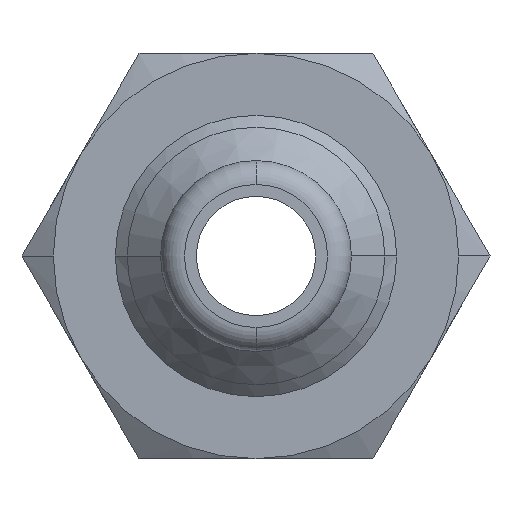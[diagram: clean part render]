
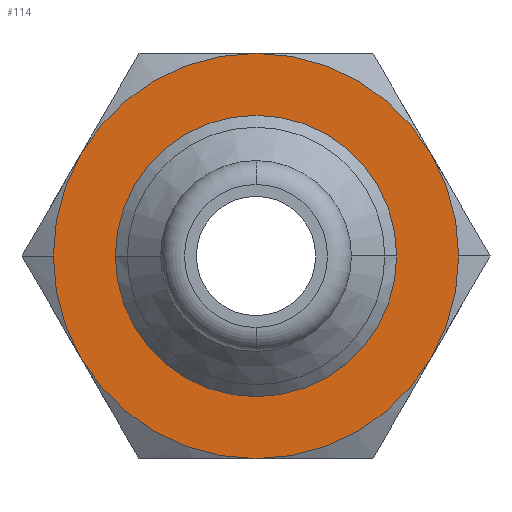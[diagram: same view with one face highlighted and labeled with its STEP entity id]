
A CAD part, front view. The second image highlights one B-rep face of the part: STEP entity #114.
In plain terms, the highlighted planar face has unit normal (0, -1, 0).
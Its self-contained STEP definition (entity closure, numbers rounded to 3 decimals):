
#114=ADVANCED_FACE('',(#259,#260),#261,.T.);
#259=FACE_OUTER_BOUND('',#434,.T.);
#260=FACE_BOUND('',#435,.T.);
#261=PLANE('',#436);
#434=EDGE_LOOP('',(#697,#698,#699,#700,#701,#702,#703,#704));
#435=EDGE_LOOP('',(#705,#706));
#436=AXIS2_PLACEMENT_3D('',#707,#708,#709);
#697=ORIENTED_EDGE('',*,*,#1078,.F.);
#698=ORIENTED_EDGE('',*,*,#1079,.F.);
#699=ORIENTED_EDGE('',*,*,#1019,.F.);
#700=ORIENTED_EDGE('',*,*,#1080,.F.);
#701=ORIENTED_EDGE('',*,*,#1081,.F.);
#702=ORIENTED_EDGE('',*,*,#1082,.F.);
#703=ORIENTED_EDGE('',*,*,#1083,.F.);
#704=ORIENTED_EDGE('',*,*,#1045,.F.);
#705=ORIENTED_EDGE('',*,*,#1042,.F.);
#706=ORIENTED_EDGE('',*,*,#1014,.F.);
#707=CARTESIAN_POINT('',(4.25,24.0,0.0));
#708=DIRECTION('',(-0.0,-1.0,-0.0));
#709=DIRECTION('',(-1.0,0.0,0.0));
#1014=EDGE_CURVE('',#1199,#1201,#1202,.T.);
#1019=EDGE_CURVE('',#1208,#1210,#1211,.T.);
#1042=EDGE_CURVE('',#1201,#1199,#1246,.T.);
#1045=EDGE_CURVE('',#1248,#1251,#1252,.T.);
#1078=EDGE_CURVE('',#1299,#1248,#1300,.T.);
#1079=EDGE_CURVE('',#1210,#1299,#1301,.T.);
#1080=EDGE_CURVE('',#1302,#1208,#1303,.T.);
#1081=EDGE_CURVE('',#1304,#1302,#1305,.T.);
#1082=EDGE_CURVE('',#1306,#1304,#1307,.T.);
#1083=EDGE_CURVE('',#1251,#1306,#1308,.T.);
#1199=VERTEX_POINT('',#1451);
#1201=VERTEX_POINT('',#1454);
#1202=CIRCLE('',#1455,5.9);
#1208=VERTEX_POINT('',#1462);
#1210=VERTEX_POINT('',#1475);
#1211=CIRCLE('',#1476,8.5);
#1246=CIRCLE('',#1548,5.9);
#1248=VERTEX_POINT('',#1550);
#1251=VERTEX_POINT('',#1554);
#1252=CIRCLE('',#1555,8.5);
#1299=VERTEX_POINT('',#1665);
#1300=CIRCLE('',#1666,8.5);
#1301=CIRCLE('',#1667,8.5);
#1302=VERTEX_POINT('',#1668);
#1303=CIRCLE('',#1669,8.5);
#1304=VERTEX_POINT('',#1670);
#1305=CIRCLE('',#1671,8.5);
#1306=VERTEX_POINT('',#1672);
#1307=CIRCLE('',#1673,8.5);
#1308=CIRCLE('',#1674,8.5);
#1451=CARTESIAN_POINT('',(5.9,24.0,0.));
#1454=CARTESIAN_POINT('',(-5.9,24.0,0.));
#1455=AXIS2_PLACEMENT_3D('',#1967,#1968,#1969);
#1462=CARTESIAN_POINT('',(-7.361,24.0,4.25));
#1475=CARTESIAN_POINT('',(0.,24.0,8.5));
#1476=AXIS2_PLACEMENT_3D('',#1974,#1975,#1976);
#1548=AXIS2_PLACEMENT_3D('',#2011,#2012,#2013);
#1550=CARTESIAN_POINT('',(8.5,24.0,0.));
#1554=CARTESIAN_POINT('',(7.361,24.0,-4.25));
#1555=AXIS2_PLACEMENT_3D('',#2015,#2016,#2017);
#1665=CARTESIAN_POINT('',(7.361,24.0,4.25));
#1666=AXIS2_PLACEMENT_3D('',#2062,#2063,#2064);
#1667=AXIS2_PLACEMENT_3D('',#2065,#2066,#2067);
#1668=CARTESIAN_POINT('',(-8.5,24.0,0.));
#1669=AXIS2_PLACEMENT_3D('',#2068,#2069,#2070);
#1670=CARTESIAN_POINT('',(-7.361,24.0,-4.25));
#1671=AXIS2_PLACEMENT_3D('',#2071,#2072,#2073);
#1672=CARTESIAN_POINT('',(0.0,24.0,-8.5));
#1673=AXIS2_PLACEMENT_3D('',#2074,#2075,#2076);
#1674=AXIS2_PLACEMENT_3D('',#2077,#2078,#2079);
#1967=CARTESIAN_POINT('',(0.0,24.0,0.0));
#1968=DIRECTION('',(0.0,-1.0,0.0));
#1969=DIRECTION('',(1.0,0.0,0.0));
#1974=CARTESIAN_POINT('',(0.0,24.0,0.0));
#1975=DIRECTION('',(-0.0,1.0,0.0));
#1976=DIRECTION('',(1.0,0.0,0.0));
#2011=CARTESIAN_POINT('',(0.0,24.0,0.0));
#2012=DIRECTION('',(0.0,-1.0,0.0));
#2013=DIRECTION('',(1.0,0.0,0.0));
#2015=CARTESIAN_POINT('',(0.0,24.0,0.0));
#2016=DIRECTION('',(-0.0,1.0,0.0));
#2017=DIRECTION('',(1.0,0.0,0.0));
#2062=CARTESIAN_POINT('',(0.0,24.0,0.0));
#2063=DIRECTION('',(-0.0,1.0,0.0));
#2064=DIRECTION('',(1.0,0.0,0.0));
#2065=CARTESIAN_POINT('',(0.0,24.0,0.0));
#2066=DIRECTION('',(-0.0,1.0,0.0));
#2067=DIRECTION('',(1.0,0.0,0.0));
#2068=CARTESIAN_POINT('',(0.0,24.0,0.0));
#2069=DIRECTION('',(-0.0,1.0,0.0));
#2070=DIRECTION('',(1.0,0.0,0.0));
#2071=CARTESIAN_POINT('',(0.0,24.0,0.0));
#2072=DIRECTION('',(-0.0,1.0,0.0));
#2073=DIRECTION('',(1.0,0.0,0.0));
#2074=CARTESIAN_POINT('',(0.0,24.0,0.0));
#2075=DIRECTION('',(-0.0,1.0,0.0));
#2076=DIRECTION('',(1.0,0.0,0.0));
#2077=CARTESIAN_POINT('',(0.0,24.0,0.0));
#2078=DIRECTION('',(-0.0,1.0,0.0));
#2079=DIRECTION('',(1.0,0.0,0.0));
